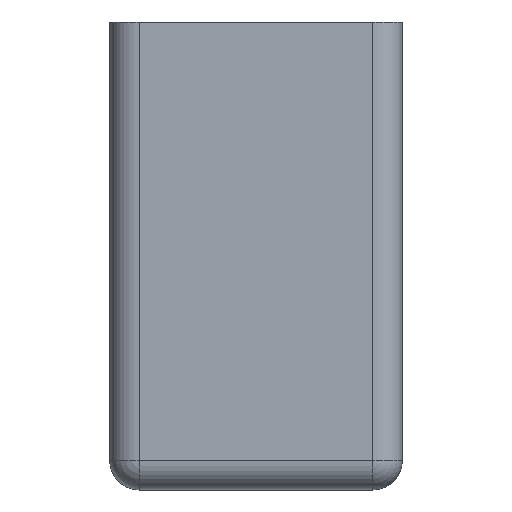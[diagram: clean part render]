
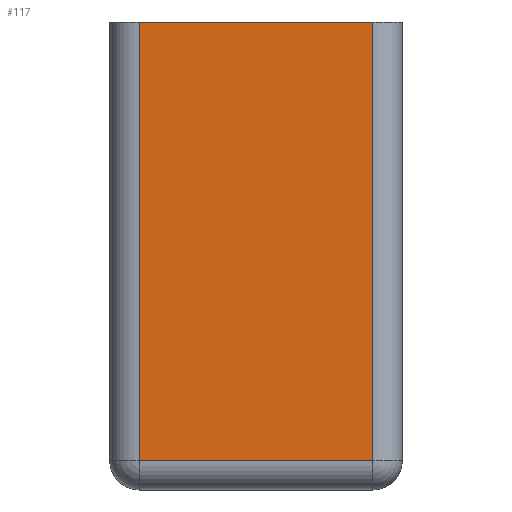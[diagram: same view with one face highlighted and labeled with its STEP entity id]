
A CAD part, top view. The second image highlights one B-rep face of the part: STEP entity #117.
In plain terms, the highlighted planar face has unit normal (0, 0, 1).
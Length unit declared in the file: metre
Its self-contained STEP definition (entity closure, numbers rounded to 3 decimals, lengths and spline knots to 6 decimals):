
#117 = ADVANCED_FACE( '', ( #242 ), #243, .F. );
#242 = FACE_OUTER_BOUND( '', #370, .T. );
#243 = PLANE( '', #371 );
#370 = EDGE_LOOP( '', ( #642, #643, #644, #645 ) );
#371 = AXIS2_PLACEMENT_3D( '', #646, #647, #648 );
#642 = ORIENTED_EDGE( '', *, *, #858, .T. );
#643 = ORIENTED_EDGE( '', *, *, #795, .T. );
#644 = ORIENTED_EDGE( '', *, *, #851, .T. );
#645 = ORIENTED_EDGE( '', *, *, #822, .T. );
#646 = CARTESIAN_POINT( '', ( 0.01, 0.021953, 0.011696 ) );
#647 = DIRECTION( '', ( 0., 0., -1. ) );
#648 = DIRECTION( '', ( 0., 1., 0. ) );
#795 = EDGE_CURVE( '', #957, #920, #959, .T. );
#822 = EDGE_CURVE( '', #999, #996, #1000, .F. );
#851 = EDGE_CURVE( '', #920, #999, #1038, .F. );
#858 = EDGE_CURVE( '', #996, #957, #1046, .T. );
#920 = VERTEX_POINT( '', #1128 );
#957 = VERTEX_POINT( '', #1175 );
#959 = LINE( '', #1177, #1178 );
#996 = VERTEX_POINT( '', #1228 );
#999 = VERTEX_POINT( '', #1231 );
#1000 = LINE( '', #1232, #1233 );
#1038 = LINE( '', #1288, #1289 );
#1046 = LINE( '', #1301, #1302 );
#1128 = CARTESIAN_POINT( '', ( 0.001, 0.018399, 0.011696 ) );
#1175 = CARTESIAN_POINT( '', ( 0.001, 0.033399, 0.011696 ) );
#1177 = CARTESIAN_POINT( '', ( 0.001, 0.021953, 0.011696 ) );
#1178 = VECTOR( '', #1382, 1. );
#1228 = CARTESIAN_POINT( '', ( 0.009, 0.033399, 0.011696 ) );
#1231 = CARTESIAN_POINT( '', ( 0.009, 0.018399, 0.011696 ) );
#1232 = CARTESIAN_POINT( '', ( 0.009, 0.033399, 0.011696 ) );
#1233 = VECTOR( '', #1408, 1. );
#1288 = CARTESIAN_POINT( '', ( 0.01, 0.018399, 0.011696 ) );
#1289 = VECTOR( '', #1438, 1. );
#1301 = CARTESIAN_POINT( '', ( 0.01, 0.033399, 0.011696 ) );
#1302 = VECTOR( '', #1443, 1. );
#1382 = DIRECTION( '', ( 0., -1., 0. ) );
#1408 = DIRECTION( '', ( 0., -1., 0. ) );
#1438 = DIRECTION( '', ( -1., 0., 0. ) );
#1443 = DIRECTION( '', ( -1., 0., 0. ) );
